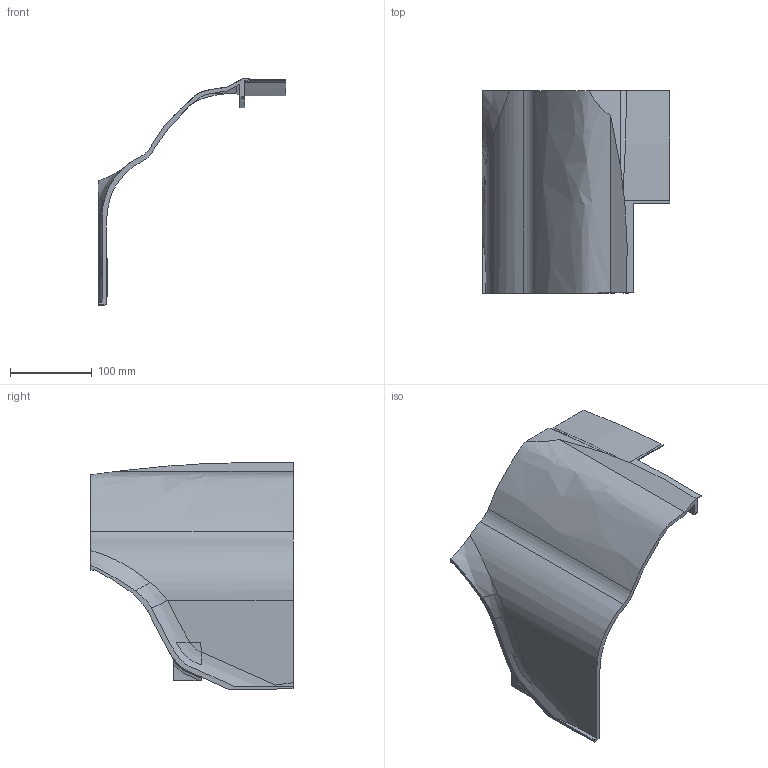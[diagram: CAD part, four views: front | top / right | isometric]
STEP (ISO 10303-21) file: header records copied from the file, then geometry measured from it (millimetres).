
FILE_DESCRIPTION(/* description */ ('Unknown'),/* implementation_level */ '2;1');
FILE_NAME(/* name */ 'Body_hinten_rechts_3row_print',/* time_stamp */ '2024-05-05T16:26:41+02:00',/* author */ ('Unknown'),/* organization */ ('Unknown'),/* preprocessor_version */ 'ST-DEVELOPER v18.104',/* originating_system */ 'Solid Edge',/* authorisation */ 'Unknown');
FILE_SCHEMA (('AUTOMOTIVE_DESIGN {1 0 10303 214 3 1 1}'));
Length unit declared in the file: millimetre
Products named in the file (1): Body_hinten_rechts_3row_print
Bounding box: 230 x 248 x 278 mm (x, y, z)
Volume: 297302.7 mm3; surface area: 190044.5 mm2
Topology: 1 solids, 1 shells, 107 faces, 279 edges, 187 vertices
Faces by surface type: plane 55, bspline 31, cylinder 21
Full cylindrical faces by diameter (mm): 10.1 x13
Entity records: 4260 total; most frequent: CARTESIAN_POINT 1993, ORIENTED_EDGE 506, DIRECTION 350, EDGE_CURVE 253, VERTEX_POINT 174, EDGE_LOOP 133, FACE_BOUND 133, AXIS2_PLACEMENT_3D 120
